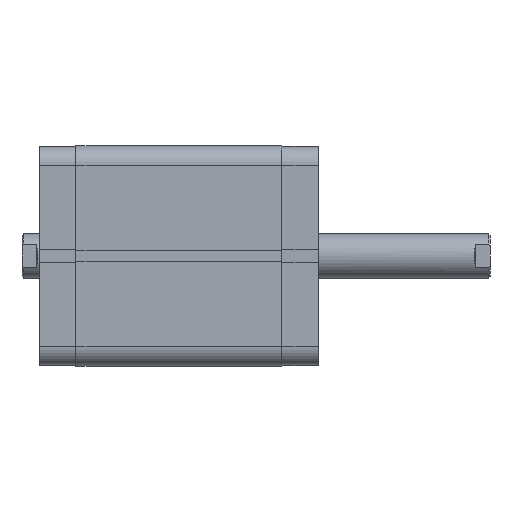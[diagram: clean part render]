
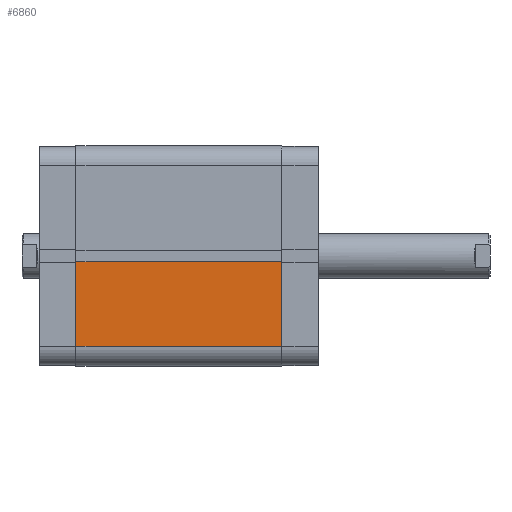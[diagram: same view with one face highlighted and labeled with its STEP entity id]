
A CAD part, front view. The second image highlights one B-rep face of the part: STEP entity #6860.
In plain terms, the highlighted face is planar.
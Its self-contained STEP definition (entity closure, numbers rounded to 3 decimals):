
#98 = EDGE_LOOP ( 'NONE', ( #5575, #5574, #5573, #5572 ) ) ;
#1085 = AXIS2_PLACEMENT_3D ( 'NONE', #4242, #4245, #4246 ) ;
#1261 = EDGE_CURVE ( 'NONE', #1643, #1682, #6039, .T. ) ;
#1312 = EDGE_CURVE ( 'NONE', #1610, #1747, #6126, .T. ) ;
#1342 = EDGE_CURVE ( 'NONE', #1643, #1610, #6184, .T. ) ;
#1343 = EDGE_CURVE ( 'NONE', #1682, #1747, #6186, .T. ) ;
#1610 = VERTEX_POINT ( 'NONE', #2848 ) ;
#1643 = VERTEX_POINT ( 'NONE', #2867 ) ;
#1682 = VERTEX_POINT ( 'NONE', #2904 ) ;
#1747 = VERTEX_POINT ( 'NONE', #2948 ) ;
#2036 = CARTESIAN_POINT ( 'NONE',  ( 50., -2.6, 93.5 ) ) ;
#2037 = DIRECTION ( 'NONE',  ( 0., 1., 0. ) ) ;
#2167 = CARTESIAN_POINT ( 'NONE',  ( 50., -2.6, 0. ) ) ;
#2170 = DIRECTION ( 'NONE',  ( 0., 1., 0. ) ) ;
#2235 = CARTESIAN_POINT ( 'NONE',  ( 50., -41., 93.5 ) ) ;
#2236 = DIRECTION ( 'NONE',  ( 0., 0., -1. ) ) ;
#2237 = CARTESIAN_POINT ( 'NONE',  ( 50., -2.6, 93.5 ) ) ;
#2238 = DIRECTION ( 'NONE',  ( 0., 0., -1. ) ) ;
#2848 = CARTESIAN_POINT ( 'NONE',  ( 50., -41., 0. ) ) ;
#2867 = CARTESIAN_POINT ( 'NONE',  ( 50., -41., 93.5 ) ) ;
#2904 = CARTESIAN_POINT ( 'NONE',  ( 50., -2.6, 93.5 ) ) ;
#2948 = CARTESIAN_POINT ( 'NONE',  ( 50., -2.6, 0. ) ) ;
#3496 = FACE_OUTER_BOUND ( 'NONE', #98, .T. ) ;
#4242 = CARTESIAN_POINT ( 'NONE',  ( 50., -2.6, 93.5 ) ) ;
#4243 = PLANE ( 'NONE',  #1085 ) ;
#4245 = DIRECTION ( 'NONE',  ( -1., 0., 0. ) ) ;
#4246 = DIRECTION ( 'NONE',  ( 0., -1., 0. ) ) ;
#5572 = ORIENTED_EDGE ( 'NONE', *, *, #1342, .T. ) ;
#5573 = ORIENTED_EDGE ( 'NONE', *, *, #1261, .F. ) ;
#5574 = ORIENTED_EDGE ( 'NONE', *, *, #1343, .F. ) ;
#5575 = ORIENTED_EDGE ( 'NONE', *, *, #1312, .T. ) ;
#6039 = LINE ( 'NONE', #2036, #6040 ) ;
#6040 = VECTOR ( 'NONE', #2037, 1000. ) ;
#6126 = LINE ( 'NONE', #2167, #6130 ) ;
#6130 = VECTOR ( 'NONE', #2170, 1000. ) ;
#6184 = LINE ( 'NONE', #2235, #6185 ) ;
#6185 = VECTOR ( 'NONE', #2236, 1000. ) ;
#6186 = LINE ( 'NONE', #2237, #6187 ) ;
#6187 = VECTOR ( 'NONE', #2238, 1000. ) ;
#6860 = ADVANCED_FACE ( 'NONE', ( #3496 ), #4243, .F. ) ;
